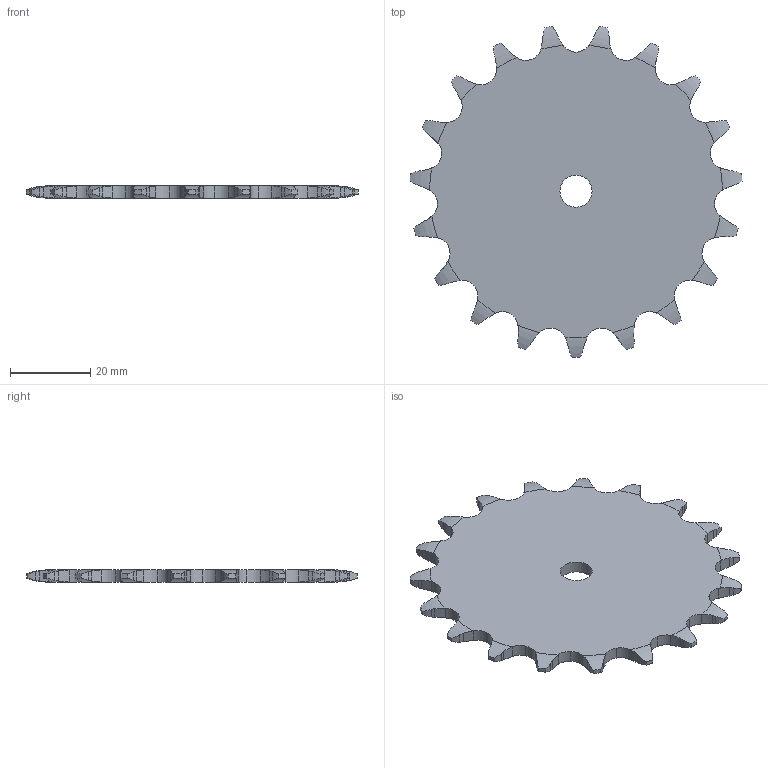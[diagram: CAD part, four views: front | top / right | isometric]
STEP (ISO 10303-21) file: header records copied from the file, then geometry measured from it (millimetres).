
FILE_DESCRIPTION(('FreeCAD Model'),'2;1');
FILE_NAME('Open CASCADE Shape Model','2022-02-12T10:59:28',('FreeCAD'),( 'FreeCAD'),'Open CASCADE STEP processor 7.4','FreeCAD','Unknown');
FILE_SCHEMA(('AUTOMOTIVE_DESIGN { 1 0 10303 214 1 1 1 1 }'));
Length unit declared in the file: millimetre
Products named in the file (1): Open CASCADE STEP translator 7.4 12
Bounding box: 82.75 x 82.48 x 3 mm (x, y, z)
Volume: 12809.4 mm3; surface area: 9700.1 mm2
Topology: 1 solids, 1 shells, 212 faces, 630 edges, 420 vertices
Faces by surface type: cylinder 134, plane 40, torus 38
Full cylindrical faces by diameter (mm): 8 x1
Entity records: 18676 total; most frequent: CARTESIAN_POINT 7683, DIRECTION 1670, ORIENTED_EDGE 1260, PCURVE 1260, DEFINITIONAL_REPRESENTATION 1260, LINE 856, VECTOR 856, B_SPLINE_CURVE_WITH_KNOTS 684
